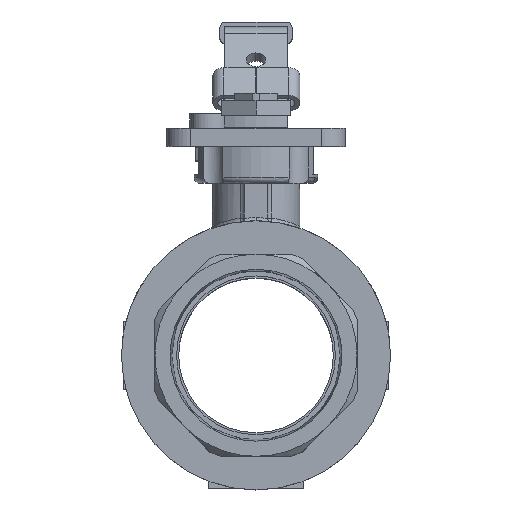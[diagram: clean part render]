
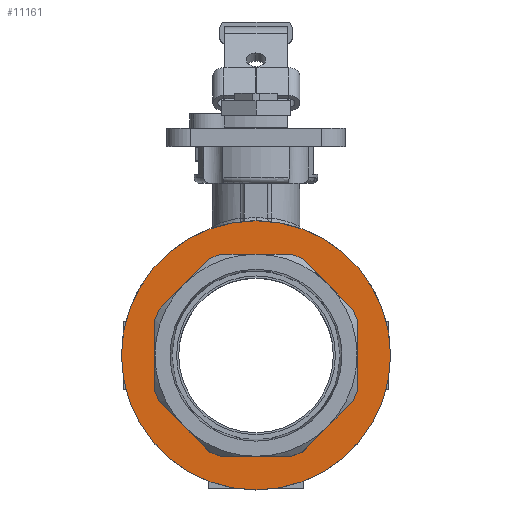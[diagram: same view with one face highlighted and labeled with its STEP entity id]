
A CAD part, top view. The second image highlights one B-rep face of the part: STEP entity #11161.
In plain terms, the highlighted planar face has unit normal (0, 0, 1).
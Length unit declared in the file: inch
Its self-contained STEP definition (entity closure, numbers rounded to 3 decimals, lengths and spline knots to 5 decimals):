
#145 = EDGE_CURVE ( 'NONE', #7987, #5743, #2202, .T. ) ;
#267 = VERTEX_POINT ( 'NONE', #10359 ) ;
#431 = CARTESIAN_POINT ( 'NONE',  ( -2.0575, -0.85224, 0.2025 ) ) ;
#436 = VECTOR ( 'NONE', #2331, 39.37008 ) ;
#544 = CARTESIAN_POINT ( 'NONE',  ( 0.85224, 2.0575, 0.2025 ) ) ;
#548 = DIRECTION ( 'NONE',  ( 1., 0., 0. ) ) ;
#633 = DIRECTION ( 'NONE',  ( 0.924, 0.383, 0. ) ) ;
#638 = EDGE_CURVE ( 'NONE', #12114, #3841, #9092, .T. ) ;
#940 = VECTOR ( 'NONE', #7539, 39.37008 ) ;
#965 = ORIENTED_EDGE ( 'NONE', *, *, #6957, .F. ) ;
#1132 = VECTOR ( 'NONE', #6493, 39.37008 ) ;
#1167 = VERTEX_POINT ( 'NONE', #12486 ) ;
#1406 = EDGE_CURVE ( 'NONE', #1167, #6651, #6452, .T. ) ;
#1472 = LINE ( 'NONE', #8475, #10223 ) ;
#1555 = DIRECTION ( 'NONE',  ( 0., 0., 1. ) ) ;
#1627 = DIRECTION ( 'NONE',  ( 0.707, -0.707, 0. ) ) ;
#1679 = CARTESIAN_POINT ( 'NONE',  ( -2.0575, 0.72724, 0.2025 ) ) ;
#1680 = ORIENTED_EDGE ( 'NONE', *, *, #6748, .T. ) ;
#1682 = LINE ( 'NONE', #11360, #4159 ) ;
#1837 = CARTESIAN_POINT ( 'NONE',  ( 2.0575, -0.72724, 0.2025 ) ) ;
#1900 = LINE ( 'NONE', #7706, #10657 ) ;
#2018 = CARTESIAN_POINT ( 'NONE',  ( 1.96911, -0.94063, 0.2025 ) ) ;
#2025 = CARTESIAN_POINT ( 'NONE',  ( -0.94063, 1.96911, 0.2025 ) ) ;
#2027 = VERTEX_POINT ( 'NONE', #10585 ) ;
#2030 = CARTESIAN_POINT ( 'NONE',  ( -1.96911, -0.94063, 0.2025 ) ) ;
#2153 = DIRECTION ( 'NONE',  ( 1., 0., 0. ) ) ;
#2202 = LINE ( 'NONE', #6989, #436 ) ;
#2240 = VERTEX_POINT ( 'NONE', #4485 ) ;
#2306 = VECTOR ( 'NONE', #10316, 39.37008 ) ;
#2331 = DIRECTION ( 'NONE',  ( -0.707, 0.707, 0. ) ) ;
#2497 = LINE ( 'NONE', #8380, #6999 ) ;
#2588 = CARTESIAN_POINT ( 'NONE',  ( -0.94063, 1.96911, 0.2025 ) ) ;
#2680 = EDGE_CURVE ( 'NONE', #2027, #10648, #1900, .T. ) ;
#2682 = VERTEX_POINT ( 'NONE', #8541 ) ;
#2883 = VERTEX_POINT ( 'NONE', #2025 ) ;
#2897 = VERTEX_POINT ( 'NONE', #9112 ) ;
#3157 = CARTESIAN_POINT ( 'NONE',  ( 0.94063, -1.96911, 0.2025 ) ) ;
#3274 = ORIENTED_EDGE ( 'NONE', *, *, #10689, .T. ) ;
#3386 = PLANE ( 'NONE',  #11668 ) ;
#3457 = CARTESIAN_POINT ( 'NONE',  ( -1.96911, 0.94063, 0.2025 ) ) ;
#3461 = VECTOR ( 'NONE', #7114, 39.37008 ) ;
#3531 = CIRCLE ( 'NONE', #10805, 2.74 ) ;
#3678 = VECTOR ( 'NONE', #6912, 39.37008 ) ;
#3778 = CARTESIAN_POINT ( 'NONE',  ( -0.72724, 2.0575, 0.2025 ) ) ;
#3841 = VERTEX_POINT ( 'NONE', #10976 ) ;
#4159 = VECTOR ( 'NONE', #6335, 39.37008 ) ;
#4203 = EDGE_LOOP ( 'NONE', ( #8294, #1680, #10968, #8262, #6145, #11218, #5512, #3274, #965, #11731, #7717, #8001, #9984, #7546, #6659, #6473 ) ) ;
#4210 = CARTESIAN_POINT ( 'NONE',  ( -2.0575, 0.85224, 0.2025 ) ) ;
#4405 = EDGE_CURVE ( 'NONE', #6651, #1167, #3531, .T. ) ;
#4485 = CARTESIAN_POINT ( 'NONE',  ( -0.72724, -2.0575, 0.2025 ) ) ;
#4535 = DIRECTION ( 'NONE',  ( 0.707, 0.707, 0. ) ) ;
#4751 = EDGE_CURVE ( 'NONE', #2240, #267, #10130, .T. ) ;
#4795 = VERTEX_POINT ( 'NONE', #12158 ) ;
#4915 = ORIENTED_EDGE ( 'NONE', *, *, #1406, .T. ) ;
#5512 = ORIENTED_EDGE ( 'NONE', *, *, #2680, .F. ) ;
#5528 = LINE ( 'NONE', #431, #5918 ) ;
#5546 = CARTESIAN_POINT ( 'NONE',  ( 0.94063, 1.96911, 0.2025 ) ) ;
#5570 = LINE ( 'NONE', #12370, #940 ) ;
#5711 = VECTOR ( 'NONE', #633, 39.37008 ) ;
#5743 = VERTEX_POINT ( 'NONE', #5546 ) ;
#5862 = LINE ( 'NONE', #1679, #11198 ) ;
#5902 = CARTESIAN_POINT ( 'NONE',  ( 2.0575, -0.72724, 0.2025 ) ) ;
#5918 = VECTOR ( 'NONE', #1627, 39.37008 ) ;
#6145 = ORIENTED_EDGE ( 'NONE', *, *, #11158, .F. ) ;
#6335 = DIRECTION ( 'NONE',  ( -0.707, -0.707, 0. ) ) ;
#6401 = FACE_OUTER_BOUND ( 'NONE', #10035, .T. ) ;
#6452 = CIRCLE ( 'NONE', #10710, 2.74 ) ;
#6473 = ORIENTED_EDGE ( 'NONE', *, *, #8379, .T. ) ;
#6493 = DIRECTION ( 'NONE',  ( -0.383, -0.924, 0. ) ) ;
#6501 = EDGE_CURVE ( 'NONE', #2883, #8546, #1682, .T. ) ;
#6630 = CARTESIAN_POINT ( 'NONE',  ( 0., 0., 0.2025 ) ) ;
#6651 = VERTEX_POINT ( 'NONE', #7850 ) ;
#6656 = VECTOR ( 'NONE', #11359, 39.37008 ) ;
#6659 = ORIENTED_EDGE ( 'NONE', *, *, #6501, .F. ) ;
#6709 = EDGE_CURVE ( 'NONE', #9321, #10648, #8595, .T. ) ;
#6748 = EDGE_CURVE ( 'NONE', #4795, #5743, #1472, .T. ) ;
#6912 = DIRECTION ( 'NONE',  ( 0., -1., 0. ) ) ;
#6957 = EDGE_CURVE ( 'NONE', #2240, #2682, #5570, .T. ) ;
#6989 = CARTESIAN_POINT ( 'NONE',  ( 2.0575, 0.85224, 0.2025 ) ) ;
#6999 = VECTOR ( 'NONE', #7420, 39.37008 ) ;
#7114 = DIRECTION ( 'NONE',  ( -0.924, -0.383, 0. ) ) ;
#7197 = VECTOR ( 'NONE', #9685, 39.37008 ) ;
#7232 = CARTESIAN_POINT ( 'NONE',  ( 0., 0., 0.2025 ) ) ;
#7254 = EDGE_CURVE ( 'NONE', #12415, #3841, #9561, .T. ) ;
#7293 = LINE ( 'NONE', #544, #6656 ) ;
#7332 = CARTESIAN_POINT ( 'NONE',  ( 1.96911, 0.94063, 0.2025 ) ) ;
#7394 = CARTESIAN_POINT ( 'NONE',  ( -0.72724, -2.0575, 0.2025 ) ) ;
#7420 = DIRECTION ( 'NONE',  ( 0., 1., 0. ) ) ;
#7457 = DIRECTION ( 'NONE',  ( 0.924, -0.383, 0. ) ) ;
#7539 = DIRECTION ( 'NONE',  ( 1., 0., 0. ) ) ;
#7546 = ORIENTED_EDGE ( 'NONE', *, *, #9089, .T. ) ;
#7706 = CARTESIAN_POINT ( 'NONE',  ( 0.85224, -2.0575, 0.2025 ) ) ;
#7717 = ORIENTED_EDGE ( 'NONE', *, *, #8505, .F. ) ;
#7850 = CARTESIAN_POINT ( 'NONE',  ( -2.74, 0., 0.2025 ) ) ;
#7987 = VERTEX_POINT ( 'NONE', #7332 ) ;
#8001 = ORIENTED_EDGE ( 'NONE', *, *, #7254, .T. ) ;
#8219 = DIRECTION ( 'NONE',  ( 0.383, -0.924, 0. ) ) ;
#8262 = ORIENTED_EDGE ( 'NONE', *, *, #8431, .T. ) ;
#8294 = ORIENTED_EDGE ( 'NONE', *, *, #10001, .F. ) ;
#8379 = EDGE_CURVE ( 'NONE', #2883, #8457, #10124, .T. ) ;
#8380 = CARTESIAN_POINT ( 'NONE',  ( 2.0575, -0.85224, 0.2025 ) ) ;
#8431 = EDGE_CURVE ( 'NONE', #7987, #2897, #9420, .T. ) ;
#8457 = VERTEX_POINT ( 'NONE', #3778 ) ;
#8475 = CARTESIAN_POINT ( 'NONE',  ( 0.72724, 2.0575, 0.2025 ) ) ;
#8505 = EDGE_CURVE ( 'NONE', #12415, #267, #5528, .T. ) ;
#8541 = CARTESIAN_POINT ( 'NONE',  ( 0.72724, -2.0575, 0.2025 ) ) ;
#8546 = VERTEX_POINT ( 'NONE', #3457 ) ;
#8595 = LINE ( 'NONE', #1837, #1132 ) ;
#9089 = EDGE_CURVE ( 'NONE', #12114, #8546, #5862, .T. ) ;
#9092 = LINE ( 'NONE', #4210, #3678 ) ;
#9112 = CARTESIAN_POINT ( 'NONE',  ( 2.0575, 0.72724, 0.2025 ) ) ;
#9163 = LINE ( 'NONE', #3157, #3461 ) ;
#9321 = VERTEX_POINT ( 'NONE', #5902 ) ;
#9353 = CARTESIAN_POINT ( 'NONE',  ( 1.96911, 0.94063, 0.2025 ) ) ;
#9420 = LINE ( 'NONE', #9353, #11792 ) ;
#9441 = DIRECTION ( 'NONE',  ( 1., 0., 0. ) ) ;
#9505 = DIRECTION ( 'NONE',  ( 0., 0., 1. ) ) ;
#9561 = LINE ( 'NONE', #2030, #7197 ) ;
#9685 = DIRECTION ( 'NONE',  ( -0.383, 0.924, 0. ) ) ;
#9984 = ORIENTED_EDGE ( 'NONE', *, *, #638, .F. ) ;
#10001 = EDGE_CURVE ( 'NONE', #4795, #8457, #7293, .T. ) ;
#10035 = EDGE_LOOP ( 'NONE', ( #11887, #4915 ) ) ;
#10124 = LINE ( 'NONE', #2588, #5711 ) ;
#10130 = LINE ( 'NONE', #7394, #2306 ) ;
#10203 = CARTESIAN_POINT ( 'NONE',  ( -1.96911, -0.94063, 0.2025 ) ) ;
#10223 = VECTOR ( 'NONE', #7457, 39.37008 ) ;
#10316 = DIRECTION ( 'NONE',  ( -0.924, 0.383, 0. ) ) ;
#10359 = CARTESIAN_POINT ( 'NONE',  ( -0.94063, -1.96911, 0.2025 ) ) ;
#10398 = CARTESIAN_POINT ( 'NONE',  ( -2.0575, 0.72724, 0.2025 ) ) ;
#10585 = CARTESIAN_POINT ( 'NONE',  ( 0.94063, -1.96911, 0.2025 ) ) ;
#10648 = VERTEX_POINT ( 'NONE', #2018 ) ;
#10657 = VECTOR ( 'NONE', #4535, 39.37008 ) ;
#10689 = EDGE_CURVE ( 'NONE', #2027, #2682, #9163, .T. ) ;
#10695 = DIRECTION ( 'NONE',  ( 0., 0., 1. ) ) ;
#10710 = AXIS2_PLACEMENT_3D ( 'NONE', #10886, #10695, #2153 ) ;
#10753 = DIRECTION ( 'NONE',  ( 0.383, 0.924, 0. ) ) ;
#10805 = AXIS2_PLACEMENT_3D ( 'NONE', #6630, #9505, #9441 ) ;
#10886 = CARTESIAN_POINT ( 'NONE',  ( 0., 0., 0.2025 ) ) ;
#10968 = ORIENTED_EDGE ( 'NONE', *, *, #145, .F. ) ;
#10976 = CARTESIAN_POINT ( 'NONE',  ( -2.0575, -0.72724, 0.2025 ) ) ;
#11158 = EDGE_CURVE ( 'NONE', #9321, #2897, #2497, .T. ) ;
#11161 = ADVANCED_FACE ( 'NONE', ( #6401, #12251 ), #3386, .T. ) ;
#11198 = VECTOR ( 'NONE', #10753, 39.37008 ) ;
#11218 = ORIENTED_EDGE ( 'NONE', *, *, #6709, .T. ) ;
#11359 = DIRECTION ( 'NONE',  ( -1., 0., 0. ) ) ;
#11360 = CARTESIAN_POINT ( 'NONE',  ( -0.85224, 2.0575, 0.2025 ) ) ;
#11668 = AXIS2_PLACEMENT_3D ( 'NONE', #7232, #1555, #548 ) ;
#11731 = ORIENTED_EDGE ( 'NONE', *, *, #4751, .T. ) ;
#11792 = VECTOR ( 'NONE', #8219, 39.37008 ) ;
#11887 = ORIENTED_EDGE ( 'NONE', *, *, #4405, .T. ) ;
#12114 = VERTEX_POINT ( 'NONE', #10398 ) ;
#12158 = CARTESIAN_POINT ( 'NONE',  ( 0.72724, 2.0575, 0.2025 ) ) ;
#12251 = FACE_BOUND ( 'NONE', #4203, .T. ) ;
#12370 = CARTESIAN_POINT ( 'NONE',  ( -0.85224, -2.0575, 0.2025 ) ) ;
#12415 = VERTEX_POINT ( 'NONE', #10203 ) ;
#12486 = CARTESIAN_POINT ( 'NONE',  ( 2.74, 0., 0.2025 ) ) ;
